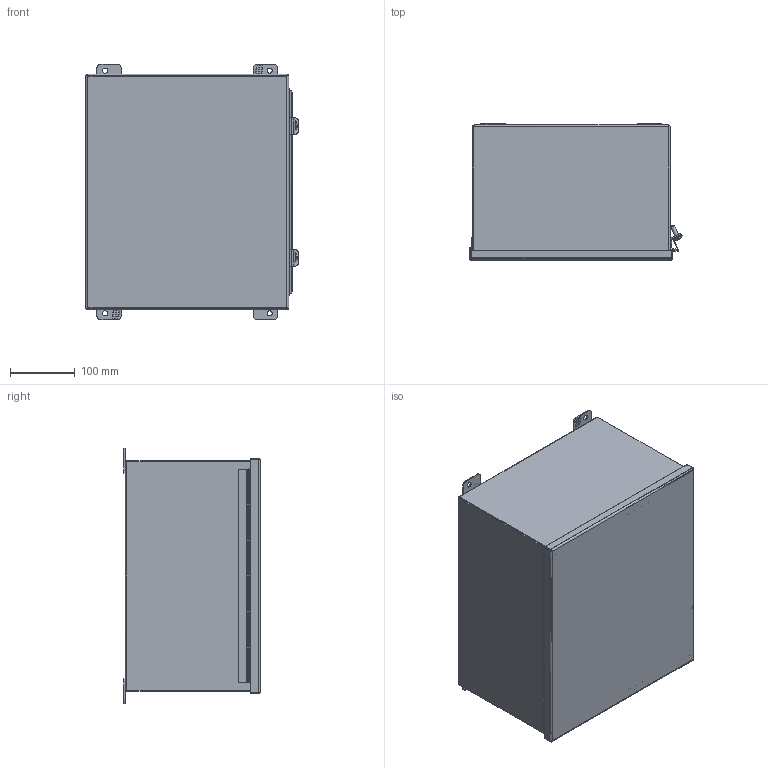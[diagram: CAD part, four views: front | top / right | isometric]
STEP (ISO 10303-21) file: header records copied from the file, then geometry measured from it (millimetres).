
FILE_DESCRIPTION (( 'STEP AP214' ), '1' );
FILE_NAME ('1414N4PHS16M8.STEP', '2019-09-17T19:53:35', ( '' ), ( '' ), 'SwSTEP 2.0', 'SolidWorks 2018', '' );
FILE_SCHEMA (( 'AUTOMOTIVE_DESIGN' ));
Length unit declared in the file: inch
Products named in the file (1): 1414N4PHS16M8
Bounding box: 327.95 x 210.03 x 393.7 mm (x, y, z)
Volume: 1448695.9 mm3; surface area: 1598273.3 mm2
Topology: 22 solids, 23 shells, 812 faces, 2104 edges, 1336 vertices
Faces by surface type: plane 522, cylinder 218, bspline 42, cone 30
Full cylindrical faces by diameter (mm): 1.143 x1, 3.967 x4, 4.826 x2, 5.41 x2, 6.35 x4, 6.731 x4, 7.937 x4, 9.525 x4, 12.192 x2
Entity records: 37227 total; most frequent: CARTESIAN_POINT 7528, ORIENTED_EDGE 4070, DIRECTION 3857, EDGE_CURVE 2035, VECTOR 1495, LINE 1495, VERTEX_POINT 1324, AXIS2_PLACEMENT_3D 1181
